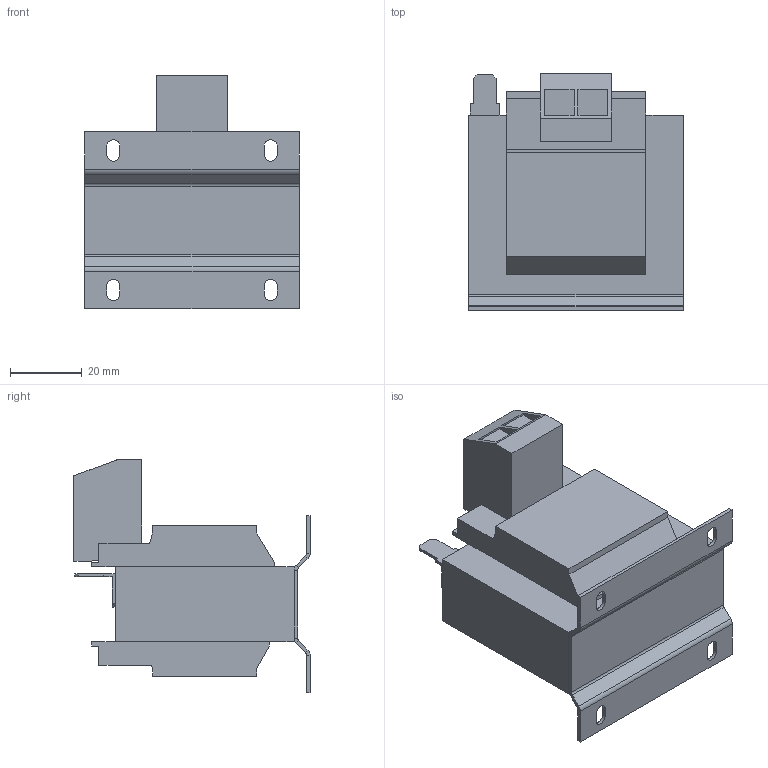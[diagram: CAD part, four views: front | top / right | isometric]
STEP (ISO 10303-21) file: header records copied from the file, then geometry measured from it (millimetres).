
FILE_DESCRIPTION (( 'STEP AP214' ), '1' );
FILE_NAME ('195042.STEP', '2020-05-29T00:26:01', ( '' ), ( '' ), 'SwSTEP 2.0', 'SolidWorks 2018', '' );
FILE_SCHEMA (( 'AUTOMOTIVE_DESIGN' ));
Length unit declared in the file: millimetre
Products named in the file (1): 195042
Bounding box: 60 x 66.05 x 65.25 mm (x, y, z)
Volume: 108308.7 mm3; surface area: 21236 mm2
Topology: 1 solids, 1 shells, 135 faces, 344 edges, 216 vertices
Faces by surface type: plane 111, cylinder 24
Entity records: 4036 total; most frequent: CARTESIAN_POINT 696, ORIENTED_EDGE 688, DIRECTION 664, EDGE_CURVE 344, VECTOR 296, LINE 296, VERTEX_POINT 216, AXIS2_PLACEMENT_3D 184
